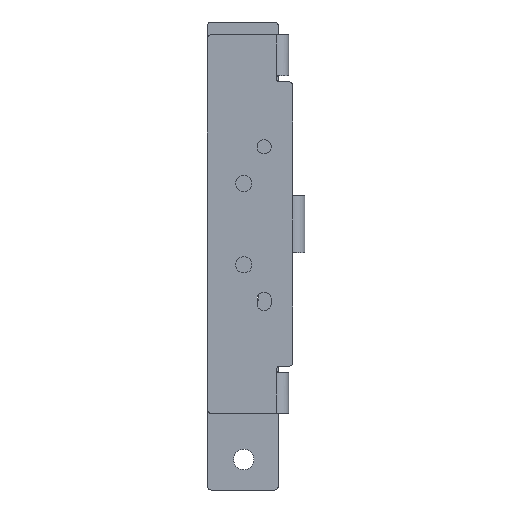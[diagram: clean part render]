
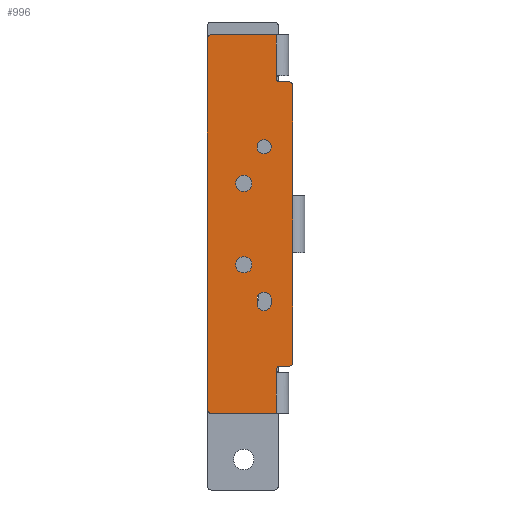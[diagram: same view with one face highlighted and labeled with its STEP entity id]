
A CAD part, front view. The second image highlights one B-rep face of the part: STEP entity #996.
In plain terms, the highlighted planar face has unit normal (0, -1, 0).
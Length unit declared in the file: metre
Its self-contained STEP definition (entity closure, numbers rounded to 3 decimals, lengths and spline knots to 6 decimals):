
#63=CARTESIAN_POINT('',(0.0145,0.008,-0.0625));
#64=DIRECTION('',(0.,1.,0.));
#65=DIRECTION('',(0.,0.,-1.));
#66=AXIS2_PLACEMENT_3D('',#63,#64,#65);
#68=CARTESIAN_POINT('',(0.0145,0.008,-0.0625));
#69=DIRECTION('',(0.,1.,0.));
#70=DIRECTION('',(1.,0.,0.));
#71=AXIS2_PLACEMENT_3D('',#68,#69,#70);
#73=CARTESIAN_POINT('',(0.0145,0.008,-0.0615));
#74=DIRECTION('',(0.,1.,0.));
#75=DIRECTION('',(0.,0.,1.));
#76=AXIS2_PLACEMENT_3D('',#73,#74,#75);
#78=CARTESIAN_POINT('',(0.0145,0.008,-0.0615));
#79=DIRECTION('',(0.,1.,0.));
#80=DIRECTION('',(-1.,0.,0.));
#81=AXIS2_PLACEMENT_3D('',#78,#79,#80);
#83=CARTESIAN_POINT('',(0.0095,0.008,-0.033));
#84=DIRECTION('',(0.,1.,0.));
#85=DIRECTION('',(0.,0.,1.));
#86=AXIS2_PLACEMENT_3D('',#83,#84,#85);
#88=CARTESIAN_POINT('',(0.0095,0.008,-0.033));
#89=DIRECTION('',(0.,1.,0.));
#90=DIRECTION('',(0.,0.,-1.));
#91=AXIS2_PLACEMENT_3D('',#88,#89,#90);
#93=CARTESIAN_POINT('',(0.0095,0.008,-0.053));
#94=DIRECTION('',(0.,1.,0.));
#95=DIRECTION('',(0.,0.,1.));
#96=AXIS2_PLACEMENT_3D('',#93,#94,#95);
#98=CARTESIAN_POINT('',(0.0095,0.008,-0.053));
#99=DIRECTION('',(0.,1.,0.));
#100=DIRECTION('',(0.,0.,-1.));
#101=AXIS2_PLACEMENT_3D('',#98,#99,#100);
#103=CARTESIAN_POINT('',(0.0145,0.008,-0.024));
#104=DIRECTION('',(0.,1.,0.));
#105=DIRECTION('',(0.,0.,-1.));
#106=AXIS2_PLACEMENT_3D('',#103,#104,#105);
#108=CARTESIAN_POINT('',(0.0145,0.008,-0.024));
#109=DIRECTION('',(0.,1.,0.));
#110=DIRECTION('',(0.,0.,1.));
#111=AXIS2_PLACEMENT_3D('',#108,#109,#110);
#113=CARTESIAN_POINT('',(0.0015,0.008,-0.0885));
#114=DIRECTION('',(0.,-1.,0.));
#115=DIRECTION('',(-1.,0.,0.));
#116=AXIS2_PLACEMENT_3D('',#113,#114,#115);
#118=CARTESIAN_POINT('',(0.0015,0.008,0.0025));
#119=DIRECTION('',(0.,-1.,0.));
#120=DIRECTION('',(0.,0.,1.));
#121=AXIS2_PLACEMENT_3D('',#118,#119,#120);
#123=CARTESIAN_POINT('',(0.01825,0.008,-0.00725));
#124=DIRECTION('',(0.,1.,0.));
#125=DIRECTION('',(0.,0.,-1.));
#126=AXIS2_PLACEMENT_3D('',#123,#124,#125);
#128=CARTESIAN_POINT('',(0.0205,0.008,-0.009));
#129=DIRECTION('',(0.,-1.,0.));
#130=DIRECTION('',(1.,0.,0.));
#131=AXIS2_PLACEMENT_3D('',#128,#129,#130);
#133=CARTESIAN_POINT('',(0.0205,0.008,-0.077));
#134=DIRECTION('',(0.,-1.,0.));
#135=DIRECTION('',(0.,0.,-1.));
#136=AXIS2_PLACEMENT_3D('',#133,#134,#135);
#138=CARTESIAN_POINT('',(0.01825,0.008,-0.07875));
#139=DIRECTION('',(0.,1.,0.));
#140=DIRECTION('',(-1.,0.,0.));
#141=AXIS2_PLACEMENT_3D('',#138,#139,#140);
#143=DIRECTION('',(0.,0.,-1.));
#144=VECTOR('',#143,0.001);
#145=CARTESIAN_POINT('',(0.01275,0.008,-0.0615));
#146=LINE('',#145,#144);
#159=DIRECTION('',(0.,0.,1.));
#160=VECTOR('',#159,0.001);
#161=CARTESIAN_POINT('',(0.01625,0.008,-0.0625));
#162=LINE('',#161,#160);
#311=DIRECTION('',(0.,0.,1.));
#312=VECTOR('',#311,0.091);
#313=CARTESIAN_POINT('',(0.0005,0.008,-0.0885));
#314=LINE('',#313,#312);
#323=DIRECTION('',(-1.,0.,0.));
#324=VECTOR('',#323,0.016);
#325=CARTESIAN_POINT('',(0.0175,0.008,-0.0895));
#326=LINE('',#325,#324);
#337=DIRECTION('',(0.,0.,-1.));
#338=VECTOR('',#337,0.01075);
#339=CARTESIAN_POINT('',(0.0175,0.008,-0.07875));
#340=LINE('',#339,#338);
#451=DIRECTION('',(-1.,0.,0.));
#452=VECTOR('',#451,0.00225);
#453=CARTESIAN_POINT('',(0.0205,0.008,-0.078));
#454=LINE('',#453,#452);
#463=DIRECTION('',(0.,0.,-1.));
#464=VECTOR('',#463,0.027);
#465=CARTESIAN_POINT('',(0.0215,0.008,-0.05));
#466=LINE('',#465,#464);
#481=DIRECTION('',(0.,0.,-1.));
#482=VECTOR('',#481,0.014);
#483=CARTESIAN_POINT('',(0.0215,0.008,-0.036));
#484=LINE('',#483,#482);
#579=DIRECTION('',(0.,0.,-1.));
#580=VECTOR('',#579,0.027);
#581=CARTESIAN_POINT('',(0.0215,0.008,-0.009));
#582=LINE('',#581,#580);
#595=DIRECTION('',(1.,0.,0.));
#596=VECTOR('',#595,0.00225);
#597=CARTESIAN_POINT('',(0.01825,0.008,-0.008));
#598=LINE('',#597,#596);
#627=DIRECTION('',(0.,0.,-1.));
#628=VECTOR('',#627,0.01075);
#629=CARTESIAN_POINT('',(0.0175,0.008,0.0035));
#630=LINE('',#629,#628);
#697=DIRECTION('',(1.,0.,0.));
#698=VECTOR('',#697,0.016);
#699=CARTESIAN_POINT('',(0.0015,0.008,0.0035));
#700=LINE('',#699,#698);
#731=CARTESIAN_POINT('',(0.0005,0.008,-0.0885));
#732=CARTESIAN_POINT('',(0.0015,0.008,-0.0895));
#733=VERTEX_POINT('',#731);
#734=VERTEX_POINT('',#732);
#735=CARTESIAN_POINT('',(0.0005,0.008,0.0025));
#736=VERTEX_POINT('',#735);
#737=CARTESIAN_POINT('',(0.0015,0.008,0.0035));
#738=VERTEX_POINT('',#737);
#739=CARTESIAN_POINT('',(0.0175,0.008,0.0035));
#740=VERTEX_POINT('',#739);
#741=CARTESIAN_POINT('',(0.0175,0.008,-0.00725));
#742=VERTEX_POINT('',#741);
#743=CARTESIAN_POINT('',(0.01825,0.008,-0.008));
#744=VERTEX_POINT('',#743);
#745=CARTESIAN_POINT('',(0.0205,0.008,-0.008));
#746=VERTEX_POINT('',#745);
#747=CARTESIAN_POINT('',(0.0215,0.008,-0.009));
#748=VERTEX_POINT('',#747);
#749=CARTESIAN_POINT('',(0.0215,0.008,-0.036));
#750=VERTEX_POINT('',#749);
#751=CARTESIAN_POINT('',(0.0215,0.008,-0.05));
#752=VERTEX_POINT('',#751);
#753=CARTESIAN_POINT('',(0.0215,0.008,-0.077));
#754=VERTEX_POINT('',#753);
#755=CARTESIAN_POINT('',(0.0205,0.008,-0.078));
#756=VERTEX_POINT('',#755);
#757=CARTESIAN_POINT('',(0.01825,0.008,-0.078));
#758=VERTEX_POINT('',#757);
#759=CARTESIAN_POINT('',(0.0175,0.008,-0.07875));
#760=VERTEX_POINT('',#759);
#761=CARTESIAN_POINT('',(0.0175,0.008,-0.0895));
#762=VERTEX_POINT('',#761);
#763=CARTESIAN_POINT('',(0.0145,0.008,-0.02225));
#764=CARTESIAN_POINT('',(0.0145,0.008,-0.02575));
#765=VERTEX_POINT('',#763);
#766=VERTEX_POINT('',#764);
#767=CARTESIAN_POINT('',(0.0095,0.008,-0.055));
#768=CARTESIAN_POINT('',(0.0095,0.008,-0.051));
#769=VERTEX_POINT('',#767);
#770=VERTEX_POINT('',#768);
#771=CARTESIAN_POINT('',(0.0095,0.008,-0.035));
#772=CARTESIAN_POINT('',(0.0095,0.008,-0.031));
#773=VERTEX_POINT('',#771);
#774=VERTEX_POINT('',#772);
#775=CARTESIAN_POINT('',(0.01625,0.008,-0.0625));
#776=CARTESIAN_POINT('',(0.0145,0.008,-0.06425));
#777=VERTEX_POINT('',#775);
#778=VERTEX_POINT('',#776);
#779=CARTESIAN_POINT('',(0.01275,0.008,-0.0625));
#780=VERTEX_POINT('',#779);
#781=CARTESIAN_POINT('',(0.01625,0.008,-0.0615));
#782=VERTEX_POINT('',#781);
#783=CARTESIAN_POINT('',(0.01275,0.008,-0.0615));
#784=CARTESIAN_POINT('',(0.0145,0.008,-0.05975));
#785=VERTEX_POINT('',#783);
#786=VERTEX_POINT('',#784);
#925=CARTESIAN_POINT('',(0.0117,0.008,0.0593));
#926=DIRECTION('',(0.,1.,0.));
#927=DIRECTION('',(0.,0.,-1.));
#928=AXIS2_PLACEMENT_3D('',#925,#926,#927);
#929=PLANE('',#928);
#931=ORIENTED_EDGE('',*,*,#930,.T.);
#933=ORIENTED_EDGE('',*,*,#932,.F.);
#935=ORIENTED_EDGE('',*,*,#934,.T.);
#937=ORIENTED_EDGE('',*,*,#936,.F.);
#939=ORIENTED_EDGE('',*,*,#938,.T.);
#941=ORIENTED_EDGE('',*,*,#940,.T.);
#943=ORIENTED_EDGE('',*,*,#942,.F.);
#945=ORIENTED_EDGE('',*,*,#944,.T.);
#947=ORIENTED_EDGE('',*,*,#946,.F.);
#949=ORIENTED_EDGE('',*,*,#948,.T.);
#951=ORIENTED_EDGE('',*,*,#950,.T.);
#953=ORIENTED_EDGE('',*,*,#952,.T.);
#955=ORIENTED_EDGE('',*,*,#954,.F.);
#957=ORIENTED_EDGE('',*,*,#956,.T.);
#959=ORIENTED_EDGE('',*,*,#958,.F.);
#961=ORIENTED_EDGE('',*,*,#960,.T.);
#962=EDGE_LOOP('',(#931,#933,#935,#937,#939,#941,#943,#945,#947,#949,#951,#953,
#955,#957,#959,#961));
#963=FACE_OUTER_BOUND('',#962,.F.);
#965=ORIENTED_EDGE('',*,*,#964,.F.);
#967=ORIENTED_EDGE('',*,*,#966,.F.);
#968=EDGE_LOOP('',(#965,#967));
#969=FACE_BOUND('',#968,.F.);
#971=ORIENTED_EDGE('',*,*,#970,.F.);
#973=ORIENTED_EDGE('',*,*,#972,.F.);
#974=EDGE_LOOP('',(#971,#973));
#975=FACE_BOUND('',#974,.F.);
#977=ORIENTED_EDGE('',*,*,#976,.F.);
#979=ORIENTED_EDGE('',*,*,#978,.F.);
#980=EDGE_LOOP('',(#977,#979));
#981=FACE_BOUND('',#980,.F.);
#983=ORIENTED_EDGE('',*,*,#982,.T.);
#985=ORIENTED_EDGE('',*,*,#984,.F.);
#987=ORIENTED_EDGE('',*,*,#986,.F.);
#989=ORIENTED_EDGE('',*,*,#988,.T.);
#991=ORIENTED_EDGE('',*,*,#990,.F.);
#993=ORIENTED_EDGE('',*,*,#992,.F.);
#994=EDGE_LOOP('',(#983,#985,#987,#989,#991,#993));
#995=FACE_BOUND('',#994,.F.);
#996=ADVANCED_FACE('',(#963,#969,#975,#981,#995),#929,.F.);
#67=CIRCLE('',#66,0.00175);
#72=CIRCLE('',#71,0.00175);
#77=CIRCLE('',#76,0.00175);
#82=CIRCLE('',#81,0.00175);
#87=CIRCLE('',#86,0.002);
#92=CIRCLE('',#91,0.002);
#97=CIRCLE('',#96,0.002);
#102=CIRCLE('',#101,0.002);
#107=CIRCLE('',#106,0.00175);
#112=CIRCLE('',#111,0.00175);
#117=CIRCLE('',#116,0.001);
#122=CIRCLE('',#121,0.001);
#127=CIRCLE('',#126,0.00075);
#132=CIRCLE('',#131,0.001);
#137=CIRCLE('',#136,0.001);
#142=CIRCLE('',#141,0.00075);
#930=EDGE_CURVE('',#762,#734,#326,.T.);
#932=EDGE_CURVE('',#733,#734,#117,.T.);
#934=EDGE_CURVE('',#733,#736,#314,.T.);
#936=EDGE_CURVE('',#738,#736,#122,.T.);
#938=EDGE_CURVE('',#738,#740,#700,.T.);
#940=EDGE_CURVE('',#740,#742,#630,.T.);
#942=EDGE_CURVE('',#744,#742,#127,.T.);
#944=EDGE_CURVE('',#744,#746,#598,.T.);
#946=EDGE_CURVE('',#748,#746,#132,.T.);
#948=EDGE_CURVE('',#748,#750,#582,.T.);
#950=EDGE_CURVE('',#750,#752,#484,.T.);
#952=EDGE_CURVE('',#752,#754,#466,.T.);
#954=EDGE_CURVE('',#756,#754,#137,.T.);
#956=EDGE_CURVE('',#756,#758,#454,.T.);
#958=EDGE_CURVE('',#760,#758,#142,.T.);
#960=EDGE_CURVE('',#760,#762,#340,.T.);
#964=EDGE_CURVE('',#774,#773,#87,.T.);
#966=EDGE_CURVE('',#773,#774,#92,.T.);
#970=EDGE_CURVE('',#770,#769,#97,.T.);
#972=EDGE_CURVE('',#769,#770,#102,.T.);
#976=EDGE_CURVE('',#766,#765,#107,.T.);
#978=EDGE_CURVE('',#765,#766,#112,.T.);
#982=EDGE_CURVE('',#785,#780,#146,.T.);
#984=EDGE_CURVE('',#778,#780,#67,.T.);
#986=EDGE_CURVE('',#777,#778,#72,.T.);
#988=EDGE_CURVE('',#777,#782,#162,.T.);
#990=EDGE_CURVE('',#786,#782,#77,.T.);
#992=EDGE_CURVE('',#785,#786,#82,.T.);
